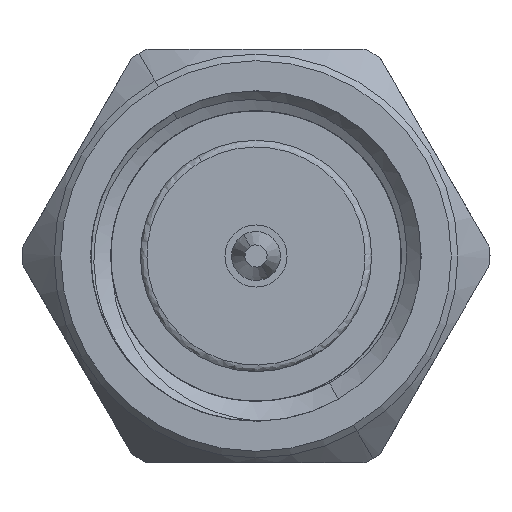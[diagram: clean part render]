
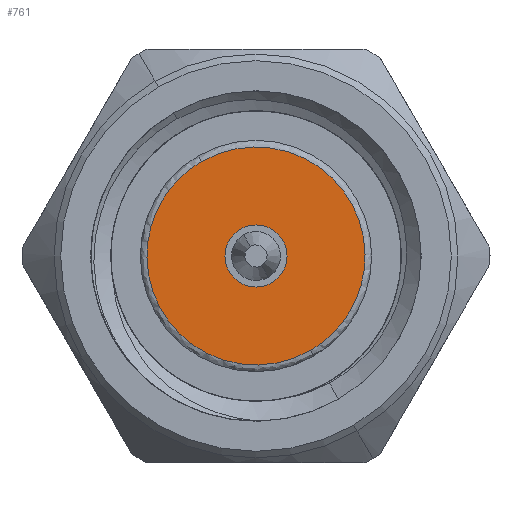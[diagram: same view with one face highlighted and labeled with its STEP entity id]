
A CAD part, left-side view. The second image highlights one B-rep face of the part: STEP entity #761.
In plain terms, the highlighted planar face has unit normal (-1, 0, 0).
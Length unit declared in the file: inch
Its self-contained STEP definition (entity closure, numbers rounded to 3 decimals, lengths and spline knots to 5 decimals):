
#16 = CARTESIAN_POINT ( 'NONE',  ( 0.11, 0.10164, 0.15395 ) ) ;
#197 = DIRECTION ( 'NONE',  ( 0., 0.5, -0.866 ) ) ;
#246 = DIRECTION ( 'NONE',  ( 1., 0., 0. ) ) ;
#271 = EDGE_LOOP ( 'NONE', ( #3749, #2853 ) ) ;
#640 = CARTESIAN_POINT ( 'NONE',  ( 0.11, 0.04125, -0.07145 ) ) ;
#654 = EDGE_CURVE ( 'NONE', #3351, #3371, #662, .T. ) ;
#662 = CIRCLE ( 'NONE', #1232, 0.0235 ) ;
#761 = ADVANCED_FACE ( 'NONE', ( #2409, #3038 ), #2697, .F. ) ;
#1140 = DIRECTION ( 'NONE',  ( 0., 1., 0. ) ) ;
#1183 = CARTESIAN_POINT ( 'NONE',  ( 0.11, 0., 0. ) ) ;
#1232 = AXIS2_PLACEMENT_3D ( 'NONE', #3584, #2047, #3913 ) ;
#1291 = CIRCLE ( 'NONE', #1824, 0.0235 ) ;
#1386 = EDGE_LOOP ( 'NONE', ( #3394, #2432 ) ) ;
#1506 = CARTESIAN_POINT ( 'NONE',  ( 0.11, 0., 0. ) ) ;
#1522 = CARTESIAN_POINT ( 'NONE',  ( 0.11, -0.04125, 0.07145 ) ) ;
#1824 = AXIS2_PLACEMENT_3D ( 'NONE', #1183, #3688, #197 ) ;
#1865 = CARTESIAN_POINT ( 'NONE',  ( 0.11, -0.10164, -0.15395 ) ) ;
#1903 = CARTESIAN_POINT ( 'NONE',  ( 0.11, -0.04125, 0.07145 ) ) ;
#2035 = CARTESIAN_POINT ( 'NONE',  ( 0.11, 0.04125, -0.07145 ) ) ;
#2047 = DIRECTION ( 'NONE',  ( -1., 0., 0. ) ) ;
#2209 = CARTESIAN_POINT ( 'NONE',  ( 0.11, -0.18414, -0.01105 ) ) ;
#2409 = FACE_BOUND ( 'NONE', #271, .T. ) ;
#2432 = ORIENTED_EDGE ( 'NONE', *, *, #2644, .F. ) ;
#2644 = EDGE_CURVE ( 'NONE', #3949, #2717, #2649, .T. ) ;
#2649 =( BOUNDED_CURVE ( )  B_SPLINE_CURVE ( 3, ( #3777, #2209, #1865, #3114 ),
 .UNSPECIFIED., .F., .T. ) 
 B_SPLINE_CURVE_WITH_KNOTS ( ( 4, 4 ),
 ( 0., 1. ),
 .UNSPECIFIED. ) 
 CURVE ( )  GEOMETRIC_REPRESENTATION_ITEM ( )  RATIONAL_B_SPLINE_CURVE ( ( 1., 0.333, 0.333, 1. ) ) 
 REPRESENTATION_ITEM ( '' )  );
#2697 = PLANE ( 'NONE',  #2858 ) ;
#2717 = VERTEX_POINT ( 'NONE', #2035 ) ;
#2853 = ORIENTED_EDGE ( 'NONE', *, *, #3889, .F. ) ;
#2858 = AXIS2_PLACEMENT_3D ( 'NONE', #1506, #246, #1140 ) ;
#3038 = FACE_OUTER_BOUND ( 'NONE', #1386, .T. ) ;
#3114 = CARTESIAN_POINT ( 'NONE',  ( 0.11, 0.04125, -0.07145 ) ) ;
#3123 = CARTESIAN_POINT ( 'NONE',  ( 0.11, 0.18414, 0.01105 ) ) ;
#3278 = CARTESIAN_POINT ( 'NONE',  ( 0.11, 0.01175, -0.02035 ) ) ;
#3351 = VERTEX_POINT ( 'NONE', #3278 ) ;
#3371 = VERTEX_POINT ( 'NONE', #3740 ) ;
#3394 = ORIENTED_EDGE ( 'NONE', *, *, #3943, .F. ) ;
#3584 = CARTESIAN_POINT ( 'NONE',  ( 0.11, 0., 0. ) ) ;
#3585 =( BOUNDED_CURVE ( )  B_SPLINE_CURVE ( 3, ( #640, #3123, #16, #1903 ),
 .UNSPECIFIED., .F., .T. ) 
 B_SPLINE_CURVE_WITH_KNOTS ( ( 4, 4 ),
 ( 0., 1. ),
 .UNSPECIFIED. ) 
 CURVE ( )  GEOMETRIC_REPRESENTATION_ITEM ( )  RATIONAL_B_SPLINE_CURVE ( ( 1., 0.333, 0.333, 1. ) ) 
 REPRESENTATION_ITEM ( '' )  );
#3688 = DIRECTION ( 'NONE',  ( -1., 0., 0. ) ) ;
#3740 = CARTESIAN_POINT ( 'NONE',  ( 0.11, -0.01175, 0.02035 ) ) ;
#3749 = ORIENTED_EDGE ( 'NONE', *, *, #654, .F. ) ;
#3777 = CARTESIAN_POINT ( 'NONE',  ( 0.11, -0.04125, 0.07145 ) ) ;
#3889 = EDGE_CURVE ( 'NONE', #3371, #3351, #1291, .T. ) ;
#3913 = DIRECTION ( 'NONE',  ( 0., 0.5, -0.866 ) ) ;
#3943 = EDGE_CURVE ( 'NONE', #2717, #3949, #3585, .T. ) ;
#3949 = VERTEX_POINT ( 'NONE', #1522 ) ;
